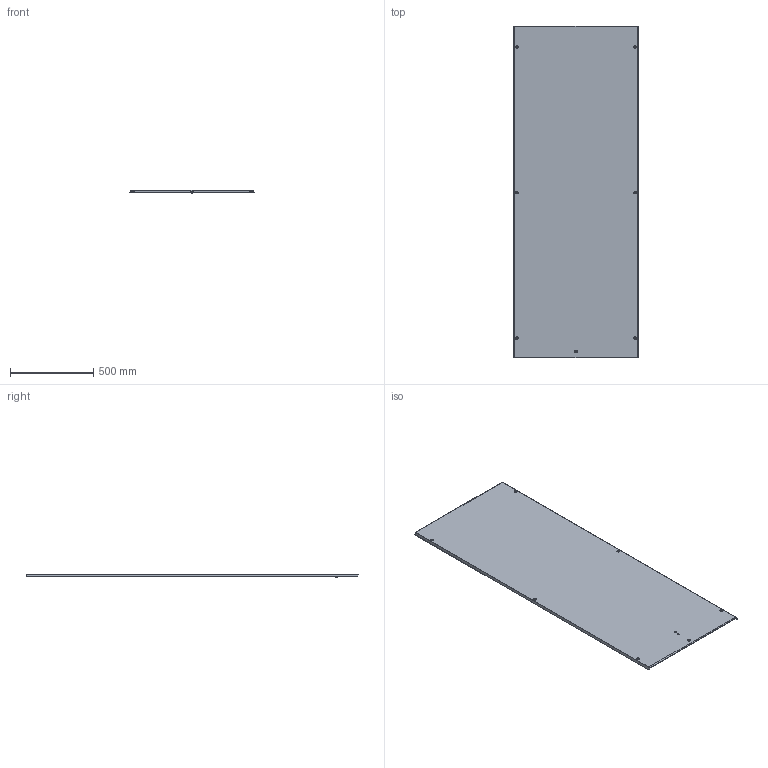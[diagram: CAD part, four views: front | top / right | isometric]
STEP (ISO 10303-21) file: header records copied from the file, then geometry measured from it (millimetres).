
FILE_DESCRIPTION (( 'STEP AP214' ), '1' );
FILE_NAME ('0396-7020-80-67.step', '2022-07-08T04:43:57', ( '' ), ( '' ), 'SwSTEP 2.0', 'SolidWorks 2019', '' );
FILE_SCHEMA (( 'AUTOMOTIVE_DESIGN' ));
Length unit declared in the file: millimetre
Products named in the file (1): 0396-7020-80-67
Bounding box: 749.88 x 1996.05 x 22.5 mm (x, y, z)
Volume: 2342611.9 mm3; surface area: 3128717.2 mm2
Topology: 8 solids, 8 shells, 197 faces, 414 edges, 270 vertices
Faces by surface type: plane 83, cylinder 58, cone 42, bspline 14
Entity records: 7126 total; most frequent: CARTESIAN_POINT 1356, DIRECTION 932, ORIENTED_EDGE 828, EDGE_CURVE 414, AXIS2_PLACEMENT_3D 366, VERTEX_POINT 270, EDGE_LOOP 248, VECTOR 200
